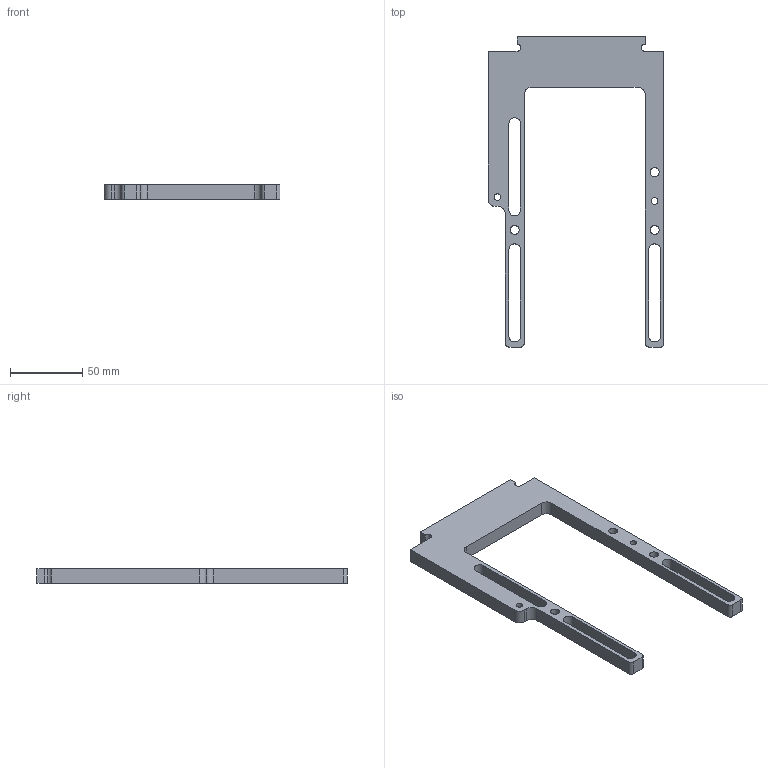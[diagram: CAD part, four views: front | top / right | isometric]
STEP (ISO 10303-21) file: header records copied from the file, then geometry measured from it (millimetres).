
FILE_DESCRIPTION (( 'STEP AP203' ), '1' );
FILE_NAME ('ROV-PLI-006A-FLANC BROSSE.STEP', '2024-05-22T12:24:19', ( '' ), ( '' ), 'SwSTEP 2.0', 'SolidWorks 2016', '' );
FILE_SCHEMA (( 'CONFIG_CONTROL_DESIGN' ));
Length unit declared in the file: millimetre
Products named in the file (1): ROV-PLI-006A-FLANC BROSSE
Bounding box: 122 x 215 x 10 mm (x, y, z)
Volume: 78502 mm3; surface area: 31612.4 mm2
Topology: 1 solids, 1 shells, 61 faces, 171 edges, 109 vertices
Faces by surface type: cylinder 33, plane 22, cone 6
Entity records: 2050 total; most frequent: DIRECTION 355, CARTESIAN_POINT 336, ORIENTED_EDGE 330, EDGE_CURVE 165, AXIS2_PLACEMENT_3D 128, VERTEX_POINT 109, VECTOR 99, LINE 99
